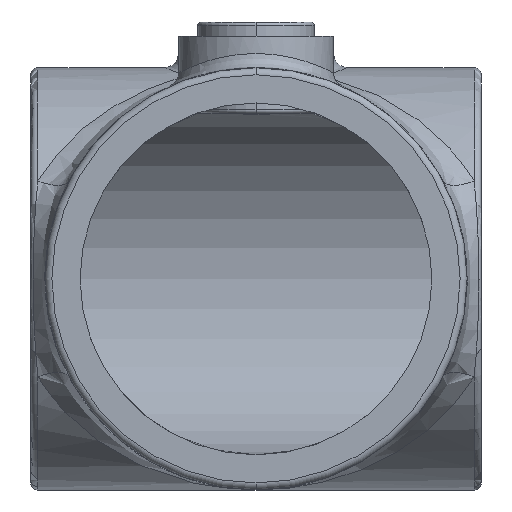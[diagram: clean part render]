
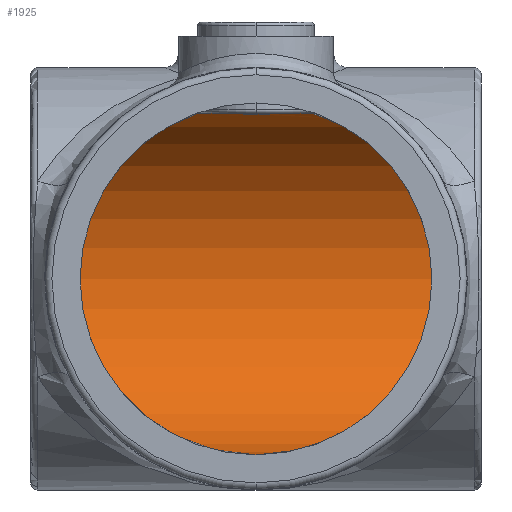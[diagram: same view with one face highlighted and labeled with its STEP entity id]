
A CAD part, front view. The second image highlights one B-rep face of the part: STEP entity #1925.
In plain terms, the highlighted cylindrical face has radius 25 mm (diameter 50 mm), a partial arc.
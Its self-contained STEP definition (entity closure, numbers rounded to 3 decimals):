
#20 = DIRECTION ( 'NONE',  ( 0., 0., -1. ) ) ;
#43 = DIRECTION ( 'NONE',  ( -1., 0., 0. ) ) ;
#58 = CARTESIAN_POINT ( 'NONE',  ( -30., 68., 0. ) ) ;
#589 = DIRECTION ( 'NONE',  ( 1., 0., 0. ) ) ;
#671 = ORIENTED_EDGE ( 'NONE', *, *, #4283, .T. ) ;
#676 = ORIENTED_EDGE ( 'NONE', *, *, #3073, .F. ) ;
#728 = ORIENTED_EDGE ( 'NONE', *, *, #1184, .T. ) ;
#733 = ORIENTED_EDGE ( 'NONE', *, *, #2396, .T. ) ;
#791 = ORIENTED_EDGE ( 'NONE', *, *, #4000, .T. ) ;
#797 = ORIENTED_EDGE ( 'NONE', *, *, #4172, .T. ) ;
#803 = ORIENTED_EDGE ( 'NONE', *, *, #2664, .F. ) ;
#860 = VERTEX_POINT ( 'NONE', #917 ) ;
#883 = CARTESIAN_POINT ( 'NONE',  ( 30., 68., 0. ) ) ;
#917 = CARTESIAN_POINT ( 'NONE',  ( -30., 68., 25. ) ) ;
#1013 = CARTESIAN_POINT ( 'NONE',  ( 0., 68., -25. ) ) ;
#1021 = DIRECTION ( 'NONE',  ( 1., 0., 0. ) ) ;
#1180 = CARTESIAN_POINT ( 'NONE',  ( -32., 68., -25. ) ) ;
#1184 = EDGE_CURVE ( 'NONE', #3881, #4672, #4276, .T. ) ;
#1226 = CARTESIAN_POINT ( 'NONE',  ( -9.625, 68., 25. ) ) ;
#1235 = VERTEX_POINT ( 'NONE', #1226 ) ;
#1240 = DIRECTION ( 'NONE',  ( 0., 0., -1. ) ) ;
#1296 = AXIS2_PLACEMENT_3D ( 'NONE', #4152, #4137, #3971 ) ;
#1337 = DIRECTION ( 'NONE',  ( 1., 0., 0. ) ) ;
#1925 = ADVANCED_FACE ( 'NONE', ( #3853 ), #3781, .F. ) ;
#1939 = VERTEX_POINT ( 'NONE', #4290 ) ;
#1949 = CIRCLE ( 'NONE', #4040, 25. ) ;
#1981 = CARTESIAN_POINT ( 'NONE',  ( -32., 68., 25. ) ) ;
#2115 = AXIS2_PLACEMENT_3D ( 'NONE', #883, #1021, #1240 ) ;
#2178 = LINE ( 'NONE', #1180, #2230 ) ;
#2230 = VECTOR ( 'NONE', #1337, 1000. ) ;
#2260 = CARTESIAN_POINT ( 'NONE',  ( 30., 68., 25. ) ) ;
#2396 = EDGE_CURVE ( 'NONE', #3052, #3881, #3561, .T. ) ;
#2664 = EDGE_CURVE ( 'NONE', #860, #1235, #3420, .T. ) ;
#2771 = CARTESIAN_POINT ( 'NONE',  ( -32., 68., -25. ) ) ;
#2867 = B_SPLINE_CURVE_WITH_KNOTS ( 'NONE', 3,
 ( #4362, #3879, #3746, #3730, #3727, #3710, #3685, #3670, #3653, #3639, #3608, #3593, #3543, #3532, #3503, #3484, #3480, #3442, #3419, #3406, #3387, #3370, #3354, #3338, #3308, #3293, #3275, #3264, #3212, #3184, #3167, #3152, #3141, #3136, #3122, #3104, #3071, #3058, #3051, #3032, #3015, #3001, #2982, #2965, #2949, #2933 ),
 .UNSPECIFIED., .F., .F.,
 ( 4, 2, 2, 2, 2, 2, 2, 2, 2, 2, 2, 2, 2, 2, 2, 2, 2, 2, 2, 2, 2, 2, 4 ),
 ( 0.007, 0.009, 0.011, 0.012, 0.013, 0.014, 0.015, 0.016, 0.018, 0.02, 0.021, 0.022, 0.024, 0.025, 0.027, 0.028, 0.029, 0.03, 0.031, 0.033, 0.034, 0.035, 0.036 ),
 .UNSPECIFIED. ) ;
#2933 = CARTESIAN_POINT ( 'NONE',  ( -9.625, 68., 25. ) ) ;
#2949 = CARTESIAN_POINT ( 'NONE',  ( -9.625, 68.613, 25. ) ) ;
#2954 = LINE ( 'NONE', #3243, #2994 ) ;
#2965 = CARTESIAN_POINT ( 'NONE',  ( -9.557, 69.217, 24.977 ) ) ;
#2982 = CARTESIAN_POINT ( 'NONE',  ( -9.358, 70.107, 24.913 ) ) ;
#2987 = CARTESIAN_POINT ( 'NONE',  ( 30., 68., -25. ) ) ;
#2994 = VECTOR ( 'NONE', #3237, 1000. ) ;
#3001 = CARTESIAN_POINT ( 'NONE',  ( -9.274, 70.403, 24.886 ) ) ;
#3015 = CARTESIAN_POINT ( 'NONE',  ( -9.076, 70.984, 24.823 ) ) ;
#3032 = CARTESIAN_POINT ( 'NONE',  ( -8.962, 71.265, 24.787 ) ) ;
#3051 = CARTESIAN_POINT ( 'NONE',  ( -8.578, 72.086, 24.67 ) ) ;
#3052 = VERTEX_POINT ( 'NONE', #1013 ) ;
#3058 = CARTESIAN_POINT ( 'NONE',  ( -8.268, 72.601, 24.578 ) ) ;
#3071 = CARTESIAN_POINT ( 'NONE',  ( -7.722, 73.328, 24.427 ) ) ;
#3073 = EDGE_CURVE ( 'NONE', #4647, #4672, #2954, .T. ) ;
#3104 = CARTESIAN_POINT ( 'NONE',  ( -7.527, 73.562, 24.374 ) ) ;
#3122 = CARTESIAN_POINT ( 'NONE',  ( -7.118, 74.006, 24.269 ) ) ;
#3136 = CARTESIAN_POINT ( 'NONE',  ( -6.904, 74.216, 24.216 ) ) ;
#3141 = CARTESIAN_POINT ( 'NONE',  ( -6.457, 74.616, 24.11 ) ) ;
#3152 = CARTESIAN_POINT ( 'NONE',  ( -6.223, 74.805, 24.057 ) ) ;
#3167 = CARTESIAN_POINT ( 'NONE',  ( -5.737, 75.162, 23.953 ) ) ;
#3184 = CARTESIAN_POINT ( 'NONE',  ( -5.483, 75.33, 23.902 ) ) ;
#3212 = CARTESIAN_POINT ( 'NONE',  ( -4.702, 75.798, 23.755 ) ) ;
#3237 = DIRECTION ( 'NONE',  ( 1., 0., 0. ) ) ;
#3243 = CARTESIAN_POINT ( 'NONE',  ( -32., 68., 25. ) ) ;
#3264 = CARTESIAN_POINT ( 'NONE',  ( -4.157, 76.058, 23.667 ) ) ;
#3275 = CARTESIAN_POINT ( 'NONE',  ( -3.02, 76.481, 23.519 ) ) ;
#3293 = CARTESIAN_POINT ( 'NONE',  ( -2.423, 76.644, 23.459 ) ) ;
#3308 = CARTESIAN_POINT ( 'NONE',  ( -1.223, 76.858, 23.378 ) ) ;
#3338 = CARTESIAN_POINT ( 'NONE',  ( -0.616, 76.912, 23.358 ) ) ;
#3354 = CARTESIAN_POINT ( 'NONE',  ( 0.305, 76.912, 23.358 ) ) ;
#3359 = VECTOR ( 'NONE', #4110, 1000. ) ;
#3370 = CARTESIAN_POINT ( 'NONE',  ( 0.614, 76.898, 23.363 ) ) ;
#3387 = CARTESIAN_POINT ( 'NONE',  ( 1.224, 76.844, 23.383 ) ) ;
#3406 = CARTESIAN_POINT ( 'NONE',  ( 1.525, 76.804, 23.399 ) ) ;
#3419 = CARTESIAN_POINT ( 'NONE',  ( 2.422, 76.644, 23.458 ) ) ;
#3420 = LINE ( 'NONE', #1981, #3359 ) ;
#3442 = CARTESIAN_POINT ( 'NONE',  ( 3.01, 76.484, 23.517 ) ) ;
#3480 = CARTESIAN_POINT ( 'NONE',  ( 4.157, 76.058, 23.667 ) ) ;
#3484 = CARTESIAN_POINT ( 'NONE',  ( 4.701, 75.797, 23.755 ) ) ;
#3503 = CARTESIAN_POINT ( 'NONE',  ( 5.475, 75.335, 23.9 ) ) ;
#3524 = VECTOR ( 'NONE', #589, 1000. ) ;
#3532 = CARTESIAN_POINT ( 'NONE',  ( 5.727, 75.169, 23.951 ) ) ;
#3543 = CARTESIAN_POINT ( 'NONE',  ( 6.214, 74.812, 24.055 ) ) ;
#3561 = LINE ( 'NONE', #2771, #3524 ) ;
#3593 = CARTESIAN_POINT ( 'NONE',  ( 6.451, 74.62, 24.108 ) ) ;
#3608 = CARTESIAN_POINT ( 'NONE',  ( 7.127, 74.017, 24.269 ) ) ;
#3639 = CARTESIAN_POINT ( 'NONE',  ( 7.534, 73.577, 24.375 ) ) ;
#3653 = CARTESIAN_POINT ( 'NONE',  ( 8.078, 72.854, 24.526 ) ) ;
#3670 = CARTESIAN_POINT ( 'NONE',  ( 8.249, 72.601, 24.574 ) ) ;
#3685 = CARTESIAN_POINT ( 'NONE',  ( 8.563, 72.08, 24.666 ) ) ;
#3710 = CARTESIAN_POINT ( 'NONE',  ( 8.706, 71.812, 24.709 ) ) ;
#3727 = CARTESIAN_POINT ( 'NONE',  ( 9.09, 70.991, 24.827 ) ) ;
#3730 = CARTESIAN_POINT ( 'NONE',  ( 9.289, 70.415, 24.89 ) ) ;
#3746 = CARTESIAN_POINT ( 'NONE',  ( 9.558, 69.214, 24.978 ) ) ;
#3781 = CYLINDRICAL_SURFACE ( 'NONE', #1296, 25. ) ;
#3853 = FACE_OUTER_BOUND ( 'NONE', #4465, .T. ) ;
#3879 = CARTESIAN_POINT ( 'NONE',  ( 9.625, 68.609, 25. ) ) ;
#3881 = VERTEX_POINT ( 'NONE', #2987 ) ;
#3971 = DIRECTION ( 'NONE',  ( 0., 0., -1. ) ) ;
#4000 = EDGE_CURVE ( 'NONE', #1939, #3052, #2178, .T. ) ;
#4040 = AXIS2_PLACEMENT_3D ( 'NONE', #58, #43, #20 ) ;
#4110 = DIRECTION ( 'NONE',  ( 1., 0., 0. ) ) ;
#4137 = DIRECTION ( 'NONE',  ( 1., 0., 0. ) ) ;
#4152 = CARTESIAN_POINT ( 'NONE',  ( -32., 68., 0. ) ) ;
#4172 = EDGE_CURVE ( 'NONE', #860, #1939, #1949, .T. ) ;
#4276 = CIRCLE ( 'NONE', #2115, 25. ) ;
#4283 = EDGE_CURVE ( 'NONE', #4647, #1235, #2867, .T. ) ;
#4290 = CARTESIAN_POINT ( 'NONE',  ( -30., 68., -25. ) ) ;
#4304 = CARTESIAN_POINT ( 'NONE',  ( 9.625, 68., 25. ) ) ;
#4362 = CARTESIAN_POINT ( 'NONE',  ( 9.625, 68., 25. ) ) ;
#4465 = EDGE_LOOP ( 'NONE', ( #803, #797, #791, #733, #728, #676, #671 ) ) ;
#4647 = VERTEX_POINT ( 'NONE', #4304 ) ;
#4672 = VERTEX_POINT ( 'NONE', #2260 ) ;
